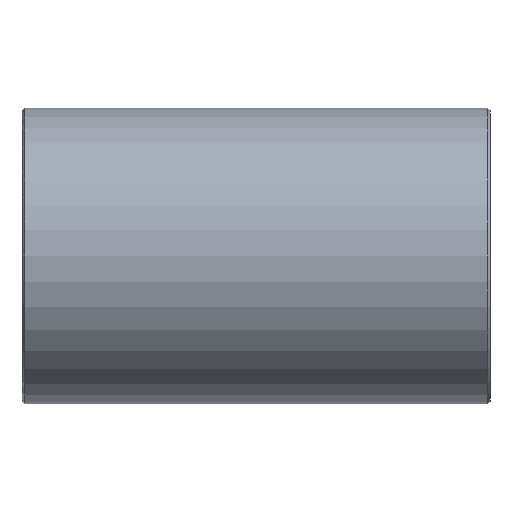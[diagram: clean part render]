
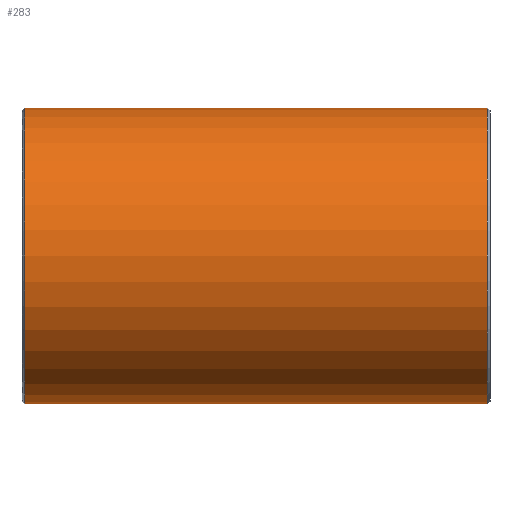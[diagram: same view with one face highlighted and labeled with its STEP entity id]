
A CAD part, front view. The second image highlights one B-rep face of the part: STEP entity #283.
In plain terms, the highlighted cylindrical face has radius 136.525 mm (diameter 273.05 mm), a partial arc.
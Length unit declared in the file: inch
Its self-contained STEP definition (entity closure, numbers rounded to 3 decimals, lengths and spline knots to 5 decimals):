
#10 = VERTEX_POINT ( 'NONE', #702 ) ;
#12 = CIRCLE ( 'NONE', #797, 5.375 ) ;
#25 = VECTOR ( 'NONE', #537, 39.37008 ) ;
#48 = CARTESIAN_POINT ( 'NONE',  ( 8.5, 0., 0. ) ) ;
#49 = AXIS2_PLACEMENT_3D ( 'NONE', #48, #365, #151 ) ;
#73 = EDGE_LOOP ( 'NONE', ( #242, #516, #808, #706 ) ) ;
#89 = CIRCLE ( 'NONE', #666, 5.375 ) ;
#95 = DIRECTION ( 'NONE',  ( 0., 0., 1. ) ) ;
#100 = LINE ( 'NONE', #605, #25 ) ;
#134 = EDGE_CURVE ( 'NONE', #165, #613, #12, .T. ) ;
#151 = DIRECTION ( 'NONE',  ( 0., 0., 1. ) ) ;
#152 = DIRECTION ( 'NONE',  ( 1., 0., 0. ) ) ;
#165 = VERTEX_POINT ( 'NONE', #603 ) ;
#169 = CYLINDRICAL_SURFACE ( 'NONE', #49, 5.375 ) ;
#240 = DIRECTION ( 'NONE',  ( -1., 0., 0. ) ) ;
#242 = ORIENTED_EDGE ( 'NONE', *, *, #298, .F. ) ;
#283 = ADVANCED_FACE ( 'NONE', ( #735 ), #169, .T. ) ;
#285 = CARTESIAN_POINT ( 'NONE',  ( -8.39767, 0., 0. ) ) ;
#298 = EDGE_CURVE ( 'NONE', #483, #613, #100, .T. ) ;
#324 = EDGE_CURVE ( 'NONE', #483, #10, #89, .T. ) ;
#353 = DIRECTION ( 'NONE',  ( -1., 0., 0. ) ) ;
#365 = DIRECTION ( 'NONE',  ( -1., 0., 0. ) ) ;
#483 = VERTEX_POINT ( 'NONE', #564 ) ;
#498 = EDGE_CURVE ( 'NONE', #10, #165, #687, .T. ) ;
#512 = CARTESIAN_POINT ( 'NONE',  ( -8.39767, 0., -5.375 ) ) ;
#513 = VECTOR ( 'NONE', #240, 39.37008 ) ;
#516 = ORIENTED_EDGE ( 'NONE', *, *, #324, .T. ) ;
#537 = DIRECTION ( 'NONE',  ( -1., 0., 0. ) ) ;
#540 = DIRECTION ( 'NONE',  ( 0., 0., -1. ) ) ;
#564 = CARTESIAN_POINT ( 'NONE',  ( 8.39767, 0., -5.375 ) ) ;
#602 = CARTESIAN_POINT ( 'NONE',  ( 8.39767, 0., 0. ) ) ;
#603 = CARTESIAN_POINT ( 'NONE',  ( -8.39767, 0., 5.375 ) ) ;
#605 = CARTESIAN_POINT ( 'NONE',  ( 8.5, 0., -5.375 ) ) ;
#613 = VERTEX_POINT ( 'NONE', #512 ) ;
#666 = AXIS2_PLACEMENT_3D ( 'NONE', #602, #353, #540 ) ;
#687 = LINE ( 'NONE', #795, #513 ) ;
#702 = CARTESIAN_POINT ( 'NONE',  ( 8.39767, 0., 5.375 ) ) ;
#706 = ORIENTED_EDGE ( 'NONE', *, *, #134, .T. ) ;
#735 = FACE_OUTER_BOUND ( 'NONE', #73, .T. ) ;
#795 = CARTESIAN_POINT ( 'NONE',  ( 8.5, 0., 5.375 ) ) ;
#797 = AXIS2_PLACEMENT_3D ( 'NONE', #285, #152, #95 ) ;
#808 = ORIENTED_EDGE ( 'NONE', *, *, #498, .T. ) ;
